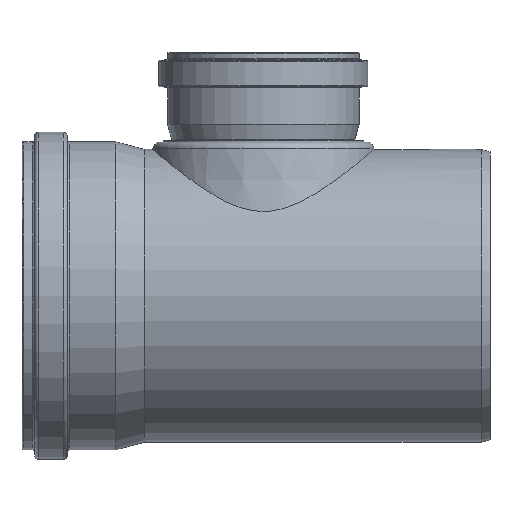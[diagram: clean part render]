
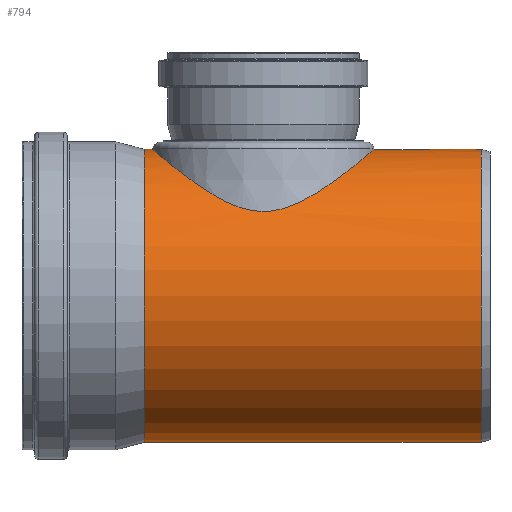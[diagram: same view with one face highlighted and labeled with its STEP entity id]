
A CAD part, left-side view. The second image highlights one B-rep face of the part: STEP entity #794.
In plain terms, the highlighted cylindrical face has radius 200.175 mm (diameter 400.35 mm), a full revolution.
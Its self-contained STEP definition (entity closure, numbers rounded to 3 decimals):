
#37=CYLINDRICAL_SURFACE('',#882,200.175);
#58=B_SPLINE_CURVE_WITH_KNOTS('',3,(#1423,#1424,#1425,#1426,#1427,#1428,
#1429,#1430,#1431,#1432,#1433,#1434,#1435,#1436,#1437,#1438,#1439,#1440,
#1441,#1442,#1443,#1444,#1445,#1446,#1447,#1448,#1449,#1450,#1451,#1452,
#1453,#1454,#1455,#1456,#1457,#1458,#1459,#1460,#1461,#1462,#1463,#1464,
#1465,#1466,#1467,#1468,#1469,#1470,#1471,#1472,#1473,#1474,#1475,#1476,
#1477,#1478,#1479,#1480,#1481,#1482,#1483,#1484,#1485,#1486,#1487,#1488,
#1489,#1490,#1491,#1492,#1493,#1494,#1495,#1496,#1497,#1498,#1499,#1500,
#1501,#1502,#1503,#1504),.UNSPECIFIED.,.T.,.F.,(4,2,2,2,2,2,2,2,2,2,2,2,
2,2,2,2,2,2,2,2,2,2,2,2,2,2,2,2,2,2,2,2,2,2,2,2,2,2,2,2,4),(0.,1.668,
3.335,6.671,10.006,13.341,16.434,
19.528,22.621,24.167,25.714,27.26,
28.807,31.9,34.993,38.086,41.421,
44.757,48.092,49.76,51.427,53.095,
54.763,58.098,61.434,64.769,67.862,
70.955,74.048,75.595,77.141,78.688,
80.234,83.327,86.42,89.514,92.849,
96.184,99.52,101.187,102.855),
 .UNSPECIFIED.);
#98=FACE_BOUND('',#259,.T.);
#99=FACE_BOUND('',#260,.T.);
#173=FACE_OUTER_BOUND('',#258,.T.);
#258=EDGE_LOOP('',(#631));
#259=EDGE_LOOP('',(#632));
#260=EDGE_LOOP('',(#633));
#396=CIRCLE('',#881,200.175);
#397=CIRCLE('',#883,200.175);
#466=VERTEX_POINT('',#1422);
#471=VERTEX_POINT('',#1518);
#472=VERTEX_POINT('',#1521);
#541=EDGE_CURVE('',#466,#466,#58,.T.);
#546=EDGE_CURVE('',#471,#471,#396,.T.);
#547=EDGE_CURVE('',#472,#472,#397,.T.);
#631=ORIENTED_EDGE('',*,*,#546,.T.);
#632=ORIENTED_EDGE('',*,*,#541,.T.);
#633=ORIENTED_EDGE('',*,*,#547,.F.);
#794=ADVANCED_FACE('',(#173,#98,#99),#37,.T.);
#881=AXIS2_PLACEMENT_3D('',#1519,#1055,#1056);
#882=AXIS2_PLACEMENT_3D('',#1520,#1057,#1058);
#883=AXIS2_PLACEMENT_3D('',#1522,#1059,#1060);
#1055=DIRECTION('center_axis',(0.,1.,0.));
#1056=DIRECTION('ref_axis',(1.,0.,0.));
#1057=DIRECTION('center_axis',(0.,1.,0.));
#1058=DIRECTION('ref_axis',(1.,0.,0.));
#1059=DIRECTION('center_axis',(0.,1.,0.));
#1060=DIRECTION('ref_axis',(1.,0.,0.));
#1422=CARTESIAN_POINT('',(163.519,-162.809,115.462));
#1423=CARTESIAN_POINT('Ctrl Pts',(163.519,-162.809,115.462));
#1424=CARTESIAN_POINT('Ctrl Pts',(163.519,-168.368,115.462));
#1425=CARTESIAN_POINT('Ctrl Pts',(163.165,-173.804,115.968));
#1426=CARTESIAN_POINT('Ctrl Pts',(161.832,-184.432,117.821));
#1427=CARTESIAN_POINT('Ctrl Pts',(160.854,-189.625,119.165));
#1428=CARTESIAN_POINT('Ctrl Pts',(157.088,-204.85,124.14));
#1429=CARTESIAN_POINT('Ctrl Pts',(153.471,-214.536,128.697));
#1430=CARTESIAN_POINT('Ctrl Pts',(144.382,-232.937,138.817));
#1431=CARTESIAN_POINT('Ctrl Pts',(138.904,-241.642,144.377));
#1432=CARTESIAN_POINT('Ctrl Pts',(126.464,-257.768,155.39));
#1433=CARTESIAN_POINT('Ctrl Pts',(119.496,-265.185,160.844));
#1434=CARTESIAN_POINT('Ctrl Pts',(105.207,-277.904,170.5));
#1435=CARTESIAN_POINT('Ctrl Pts',(97.452,-283.76,175.108));
#1436=CARTESIAN_POINT('Ctrl Pts',(80.476,-294.256,183.531));
#1437=CARTESIAN_POINT('Ctrl Pts',(71.253,-298.897,187.342));
#1438=CARTESIAN_POINT('Ctrl Pts',(51.835,-306.462,193.616));
#1439=CARTESIAN_POINT('Ctrl Pts',(41.619,-309.393,196.083));
#1440=CARTESIAN_POINT('Ctrl Pts',(26.047,-312.309,198.543));
#1441=CARTESIAN_POINT('Ctrl Pts',(20.816,-313.037,199.159));
#1442=CARTESIAN_POINT('Ctrl Pts',(10.37,-314.001,199.975));
#1443=CARTESIAN_POINT('Ctrl Pts',(5.155,-314.237,200.175));
#1444=CARTESIAN_POINT('Ctrl Pts',(-5.155,-314.237,200.175));
#1445=CARTESIAN_POINT('Ctrl Pts',(-10.37,-314.001,199.975));
#1446=CARTESIAN_POINT('Ctrl Pts',(-20.816,-313.037,199.159));
#1447=CARTESIAN_POINT('Ctrl Pts',(-26.047,-312.309,198.543));
#1448=CARTESIAN_POINT('Ctrl Pts',(-41.619,-309.393,196.083));
#1449=CARTESIAN_POINT('Ctrl Pts',(-51.835,-306.462,193.616));
#1450=CARTESIAN_POINT('Ctrl Pts',(-71.253,-298.897,187.342));
#1451=CARTESIAN_POINT('Ctrl Pts',(-80.476,-294.256,183.531));
#1452=CARTESIAN_POINT('Ctrl Pts',(-97.452,-283.76,175.108));
#1453=CARTESIAN_POINT('Ctrl Pts',(-105.207,-277.904,170.5));
#1454=CARTESIAN_POINT('Ctrl Pts',(-119.496,-265.185,160.844));
#1455=CARTESIAN_POINT('Ctrl Pts',(-126.464,-257.768,155.39));
#1456=CARTESIAN_POINT('Ctrl Pts',(-138.904,-241.642,144.377));
#1457=CARTESIAN_POINT('Ctrl Pts',(-144.382,-232.937,138.817));
#1458=CARTESIAN_POINT('Ctrl Pts',(-153.471,-214.536,128.697));
#1459=CARTESIAN_POINT('Ctrl Pts',(-157.088,-204.85,124.14));
#1460=CARTESIAN_POINT('Ctrl Pts',(-160.854,-189.625,119.165));
#1461=CARTESIAN_POINT('Ctrl Pts',(-161.832,-184.432,117.821));
#1462=CARTESIAN_POINT('Ctrl Pts',(-163.165,-173.804,115.968));
#1463=CARTESIAN_POINT('Ctrl Pts',(-163.519,-168.368,115.462));
#1464=CARTESIAN_POINT('Ctrl Pts',(-163.519,-157.25,115.462));
#1465=CARTESIAN_POINT('Ctrl Pts',(-163.165,-151.815,115.968));
#1466=CARTESIAN_POINT('Ctrl Pts',(-161.832,-141.186,117.821));
#1467=CARTESIAN_POINT('Ctrl Pts',(-160.854,-135.994,119.165));
#1468=CARTESIAN_POINT('Ctrl Pts',(-157.088,-120.769,124.14));
#1469=CARTESIAN_POINT('Ctrl Pts',(-153.471,-111.083,128.697));
#1470=CARTESIAN_POINT('Ctrl Pts',(-144.382,-92.681,138.817));
#1471=CARTESIAN_POINT('Ctrl Pts',(-138.904,-83.977,144.377));
#1472=CARTESIAN_POINT('Ctrl Pts',(-126.464,-67.85,155.39));
#1473=CARTESIAN_POINT('Ctrl Pts',(-119.496,-60.434,160.844));
#1474=CARTESIAN_POINT('Ctrl Pts',(-105.207,-47.715,170.5));
#1475=CARTESIAN_POINT('Ctrl Pts',(-97.452,-41.859,175.108));
#1476=CARTESIAN_POINT('Ctrl Pts',(-80.476,-31.362,183.531));
#1477=CARTESIAN_POINT('Ctrl Pts',(-71.253,-26.722,187.342));
#1478=CARTESIAN_POINT('Ctrl Pts',(-51.835,-19.156,193.616));
#1479=CARTESIAN_POINT('Ctrl Pts',(-41.619,-16.225,196.083));
#1480=CARTESIAN_POINT('Ctrl Pts',(-26.047,-13.309,198.543));
#1481=CARTESIAN_POINT('Ctrl Pts',(-20.816,-12.581,199.159));
#1482=CARTESIAN_POINT('Ctrl Pts',(-10.37,-11.618,199.975));
#1483=CARTESIAN_POINT('Ctrl Pts',(-5.155,-11.382,200.175));
#1484=CARTESIAN_POINT('Ctrl Pts',(5.155,-11.382,200.175));
#1485=CARTESIAN_POINT('Ctrl Pts',(10.37,-11.618,199.975));
#1486=CARTESIAN_POINT('Ctrl Pts',(20.816,-12.581,199.159));
#1487=CARTESIAN_POINT('Ctrl Pts',(26.047,-13.309,198.543));
#1488=CARTESIAN_POINT('Ctrl Pts',(41.619,-16.225,196.083));
#1489=CARTESIAN_POINT('Ctrl Pts',(51.835,-19.156,193.616));
#1490=CARTESIAN_POINT('Ctrl Pts',(71.253,-26.722,187.342));
#1491=CARTESIAN_POINT('Ctrl Pts',(80.476,-31.362,183.531));
#1492=CARTESIAN_POINT('Ctrl Pts',(97.452,-41.859,175.108));
#1493=CARTESIAN_POINT('Ctrl Pts',(105.207,-47.715,170.5));
#1494=CARTESIAN_POINT('Ctrl Pts',(119.496,-60.434,160.844));
#1495=CARTESIAN_POINT('Ctrl Pts',(126.464,-67.85,155.39));
#1496=CARTESIAN_POINT('Ctrl Pts',(138.904,-83.977,144.377));
#1497=CARTESIAN_POINT('Ctrl Pts',(144.382,-92.681,138.817));
#1498=CARTESIAN_POINT('Ctrl Pts',(153.471,-111.083,128.697));
#1499=CARTESIAN_POINT('Ctrl Pts',(157.088,-120.769,124.14));
#1500=CARTESIAN_POINT('Ctrl Pts',(160.854,-135.994,119.165));
#1501=CARTESIAN_POINT('Ctrl Pts',(161.832,-141.186,117.821));
#1502=CARTESIAN_POINT('Ctrl Pts',(163.165,-151.815,115.968));
#1503=CARTESIAN_POINT('Ctrl Pts',(163.519,-157.25,115.462));
#1504=CARTESIAN_POINT('Ctrl Pts',(163.519,-162.809,115.462));
#1518=CARTESIAN_POINT('',(200.175,-460.809,0.));
#1519=CARTESIAN_POINT('Origin',(0.,-460.809,0.));
#1520=CARTESIAN_POINT('Origin',(0.,-230.405,0.));
#1521=CARTESIAN_POINT('',(200.175,0.,0.));
#1522=CARTESIAN_POINT('Origin',(0.,0.,0.));
